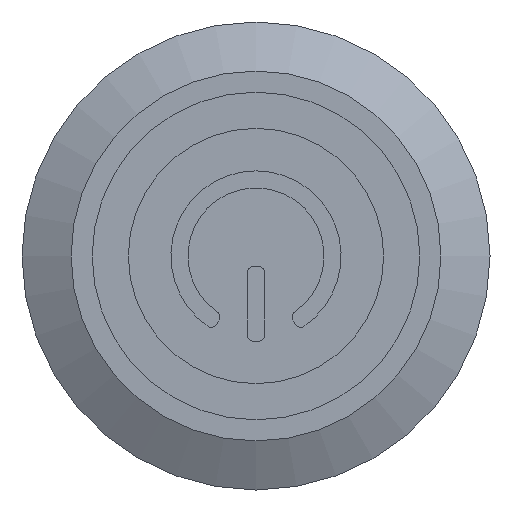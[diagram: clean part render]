
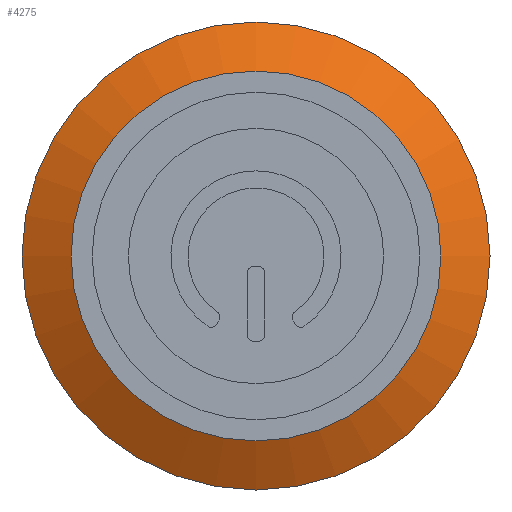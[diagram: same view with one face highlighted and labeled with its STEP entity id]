
A CAD part, left-side view. The second image highlights one B-rep face of the part: STEP entity #4275.
In plain terms, the highlighted conical face has half-angle 62.5 degrees and reference radius 9.847 mm.
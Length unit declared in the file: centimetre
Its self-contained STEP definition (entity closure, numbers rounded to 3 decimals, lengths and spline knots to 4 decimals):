
#113=CONICAL_SURFACE('',#4573,0.9847,1.091);
#211=CIRCLE('',#4567,1.1);
#212=CIRCLE('',#4568,1.1);
#214=CIRCLE('',#4571,0.8695);
#336=FACE_OUTER_BOUND('',#590,.T.);
#590=EDGE_LOOP('',(#3171,#3172,#3173,#3174,#3175));
#949=LINE('',#6229,#1431);
#1431=VECTOR('',#5150,0.9847);
#1883=VERTEX_POINT('',#6216);
#1884=VERTEX_POINT('',#6217);
#1886=VERTEX_POINT('',#6224);
#2363=EDGE_CURVE('',#1883,#1884,#211,.T.);
#2364=EDGE_CURVE('',#1884,#1883,#212,.T.);
#2367=EDGE_CURVE('',#1886,#1886,#214,.T.);
#2369=EDGE_CURVE('',#1886,#1884,#949,.T.);
#3171=ORIENTED_EDGE('',*,*,#2367,.F.);
#3172=ORIENTED_EDGE('',*,*,#2369,.T.);
#3173=ORIENTED_EDGE('',*,*,#2363,.F.);
#3174=ORIENTED_EDGE('',*,*,#2364,.F.);
#3175=ORIENTED_EDGE('',*,*,#2369,.F.);
#4275=ADVANCED_FACE('',(#336),#113,.T.);
#4567=AXIS2_PLACEMENT_3D('',#6218,#5135,#5136);
#4568=AXIS2_PLACEMENT_3D('',#6219,#5137,#5138);
#4571=AXIS2_PLACEMENT_3D('',#6225,#5144,#5145);
#4573=AXIS2_PLACEMENT_3D('',#6228,#5148,#5149);
#5135=DIRECTION('center_axis',(1.,0.,0.));
#5136=DIRECTION('ref_axis',(0.,-1.,0.));
#5137=DIRECTION('center_axis',(1.,0.,0.));
#5138=DIRECTION('ref_axis',(0.,-1.,0.));
#5144=DIRECTION('center_axis',(-1.,0.,0.));
#5145=DIRECTION('ref_axis',(0.,0.,1.));
#5148=DIRECTION('center_axis',(1.,0.,0.));
#5149=DIRECTION('ref_axis',(0.,0.,1.));
#5150=DIRECTION('',(0.462,0.,-0.887));
#6216=CARTESIAN_POINT('',(-0.08,1.1,0.));
#6217=CARTESIAN_POINT('',(-0.08,0.,-1.1));
#6218=CARTESIAN_POINT('Origin',(-0.08,0.,0.));
#6219=CARTESIAN_POINT('Origin',(-0.08,0.,0.));
#6224=CARTESIAN_POINT('',(-0.2,0.,-0.8695));
#6225=CARTESIAN_POINT('Origin',(-0.2,0.,0.));
#6228=CARTESIAN_POINT('Origin',(-0.14,0.,0.));
#6229=CARTESIAN_POINT('',(-0.14,0.,-0.9847));
